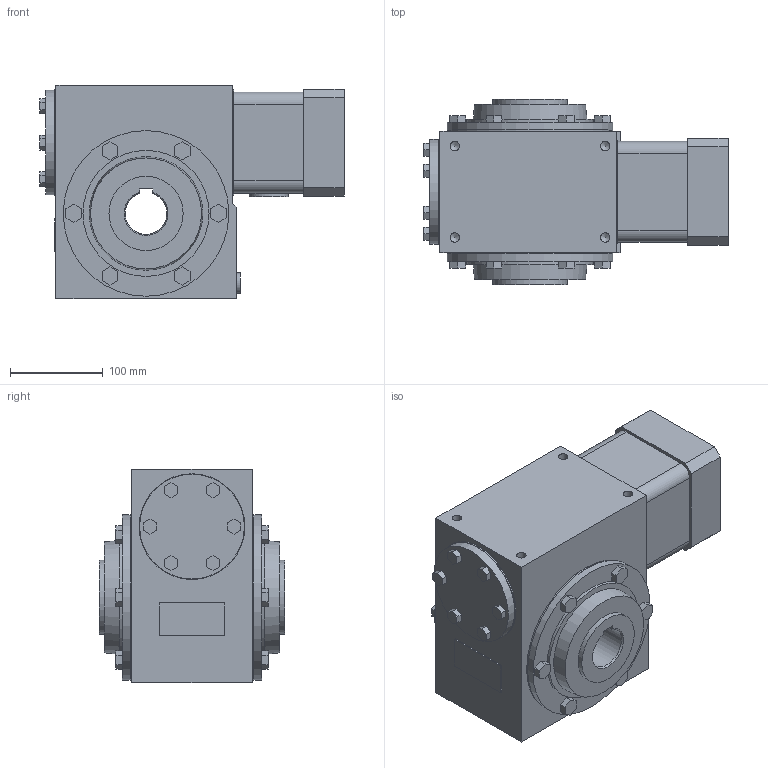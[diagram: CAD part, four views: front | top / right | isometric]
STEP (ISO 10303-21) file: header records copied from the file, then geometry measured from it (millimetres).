
FILE_DESCRIPTION(/* description */ ('Unknown'),/* implementation_level */ '2;1');
FILE_NAME(/* name */ 'RG30110.SKHE03DJMDP-',/* time_stamp */ '2024-09-13T14:31:42-04:00',/* author */ ('Unknown'),/* organization */ ('Unknown'),/* preprocessor_version */ 'ST-DEVELOPER v19.4',/* originating_system */ 'Solid Edge',/* authorisation */ 'Unknown');
FILE_SCHEMA (('AUTOMOTIVE_DESIGN {1 0 10303 214 3 1 1}'));
Length unit declared in the file: millimetre
Products named in the file (7): RG30110.SKHE03DJMDP-; 30R-1-CP; 30RM-M20-CP; RG2530K-P; MP2DJMD-CP; 30RM-OUTH-45; 30R-WCAP
Assembly tree (7 placements, depth 2):
  RG30110.SKHE03DJMDP-
    30R-1-CP
    30RM-M20-CP
    RG2530K-P
    MP2DJMD-CP
    30RM-OUTH-45  x2
    30R-WCAP
Bounding box: 327.59 x 200 x 230.17 mm (x, y, z)
Volume: 7395547 mm3; surface area: 615543.2 mm2
Topology: 7 solids, 7 shells, 385 faces, 940 edges, 627 vertices
Faces by surface type: plane 273, cylinder 88, cone 24
Full cylindrical faces by diameter (mm): 0.254 x1, 6.35 x1, 6.647 x8, 10 x7, 10.106 x16, 10.795 x3, 16 x4, 17.25 x4, 21.9 x1, 23.99 x1, 79.893 x4, 80 x3, 85 x1, 90.053 x1, 110 x1, 112.776 x1, 113.792 x1, 135.687 x2, 177.8 x2, 178.232 x2
Entity records: 10759 total; most frequent: CARTESIAN_POINT 1630, DIRECTION 1490, ORIENTED_EDGE 1352, EDGE_CURVE 676, LINE 508, VECTOR 508, VERTEX_POINT 502, AXIS2_PLACEMENT_3D 491
